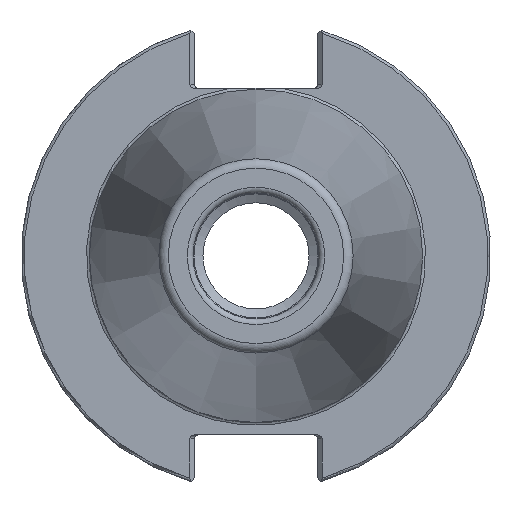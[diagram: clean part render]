
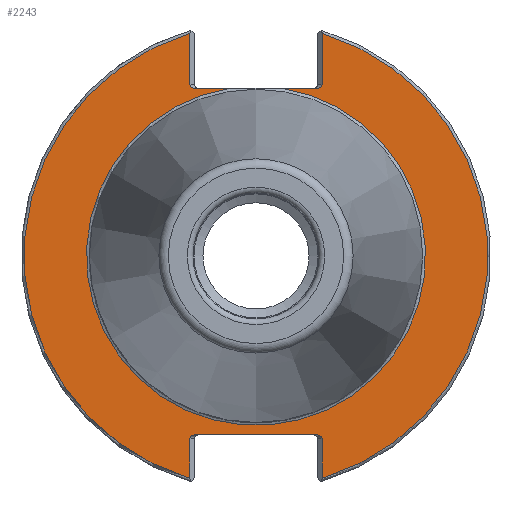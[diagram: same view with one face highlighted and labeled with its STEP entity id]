
A CAD part, left-side view. The second image highlights one B-rep face of the part: STEP entity #2243.
In plain terms, the highlighted planar face has unit normal (-1, 0, 0).
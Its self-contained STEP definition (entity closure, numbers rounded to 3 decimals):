
#67 = DIRECTION ( 'NONE',  ( 0., -1., 0. ) ) ;
#73 = CARTESIAN_POINT ( 'NONE',  ( 3.175, 12.719, -37.5 ) ) ;
#130 = VECTOR ( 'NONE', #3137, 1000. ) ;
#133 = CIRCLE ( 'NONE', #350, 48.612 ) ;
#169 = VERTEX_POINT ( 'NONE', #2369 ) ;
#231 = ORIENTED_EDGE ( 'NONE', *, *, #1213, .F. ) ;
#242 = EDGE_CURVE ( 'NONE', #169, #300, #3617, .T. ) ;
#269 = CARTESIAN_POINT ( 'NONE',  ( 3.175, 13.85, 35.431 ) ) ;
#300 = VERTEX_POINT ( 'NONE', #3410 ) ;
#325 = CARTESIAN_POINT ( 'NONE',  ( 3.175, 13.85, 0. ) ) ;
#350 = AXIS2_PLACEMENT_3D ( 'NONE', #677, #3224, #2935 ) ;
#365 = ORIENTED_EDGE ( 'NONE', *, *, #2835, .F. ) ;
#434 = CARTESIAN_POINT ( 'NONE',  ( 3.175, -12.719, -37.5 ) ) ;
#507 = VERTEX_POINT ( 'NONE', #1250 ) ;
#541 = DIRECTION ( 'NONE',  ( -1., 0., 0. ) ) ;
#544 = ORIENTED_EDGE ( 'NONE', *, *, #2473, .T. ) ;
#609 = PLANE ( 'NONE',  #4101 ) ;
#633 = CARTESIAN_POINT ( 'NONE',  ( 3.175, 13.85, 35.9 ) ) ;
#677 = CARTESIAN_POINT ( 'NONE',  ( 3.175, 0., 0. ) ) ;
#692 = DIRECTION ( 'NONE',  ( 0., 1., 0. ) ) ;
#723 = EDGE_CURVE ( 'NONE', #3939, #2163, #3392, .T. ) ;
#738 =( BOUNDED_CURVE ( )  B_SPLINE_CURVE ( 3, ( #4071, #2162, #269, #3412 ),
 .UNSPECIFIED., .F., .T. ) 
 B_SPLINE_CURVE_WITH_KNOTS ( ( 4, 4 ),
 ( 4.712, 6.283 ),
 .UNSPECIFIED. ) 
 CURVE ( )  GEOMETRIC_REPRESENTATION_ITEM ( )  RATIONAL_B_SPLINE_CURVE ( ( 1., 0.805, 0.805, 1. ) ) 
 REPRESENTATION_ITEM ( '' )  );
#749 = VECTOR ( 'NONE', #67, 1000. ) ;
#933 = CARTESIAN_POINT ( 'NONE',  ( 3.175, 12.719, -37.5 ) ) ;
#950 = DIRECTION ( 'NONE',  ( 0., 0., -1. ) ) ;
#1059 = ORIENTED_EDGE ( 'NONE', *, *, #3067, .T. ) ;
#1132 = VERTEX_POINT ( 'NONE', #633 ) ;
#1134 = ORIENTED_EDGE ( 'NONE', *, *, #2237, .T. ) ;
#1141 = ORIENTED_EDGE ( 'NONE', *, *, #3044, .T. ) ;
#1159 = CARTESIAN_POINT ( 'NONE',  ( 3.175, -12.719, -37.5 ) ) ;
#1207 = CARTESIAN_POINT ( 'NONE',  ( 3.175, -13.85, 0. ) ) ;
#1212 = ORIENTED_EDGE ( 'NONE', *, *, #3818, .T. ) ;
#1213 = EDGE_CURVE ( 'NONE', #3745, #2847, #1831, .T. ) ;
#1220 = DIRECTION ( 'NONE',  ( -1., 0., 0. ) ) ;
#1238 = CARTESIAN_POINT ( 'NONE',  ( 3.175, 35.525, 0. ) ) ;
#1242 = CARTESIAN_POINT ( 'NONE',  ( 3.175, -13.85, 35.9 ) ) ;
#1250 = CARTESIAN_POINT ( 'NONE',  ( 3.175, 13.85, 46.598 ) ) ;
#1301 = EDGE_CURVE ( 'NONE', #2670, #2847, #3266, .T. ) ;
#1333 = ORIENTED_EDGE ( 'NONE', *, *, #2375, .T. ) ;
#1353 = CARTESIAN_POINT ( 'NONE',  ( 3.175, -13.85, -46.598 ) ) ;
#1365 = CARTESIAN_POINT ( 'NONE',  ( 3.175, 35.525, 35.1 ) ) ;
#1436 = EDGE_LOOP ( 'NONE', ( #1059, #1141, #1134, #2421, #231, #1333, #365, #3166, #1212, #2962, #1565, #3396, #2777, #544 ) ) ;
#1439 = VECTOR ( 'NONE', #692, 1000. ) ;
#1539 = CARTESIAN_POINT ( 'NONE',  ( 3.175, 13.85, -38.3 ) ) ;
#1543 = LINE ( 'NONE', #1365, #1439 ) ;
#1557 = DIRECTION ( 'NONE',  ( 0., 0., -1. ) ) ;
#1560 = CARTESIAN_POINT ( 'NONE',  ( 3.175, -13.85, 35.431 ) ) ;
#1565 = ORIENTED_EDGE ( 'NONE', *, *, #3268, .T. ) ;
#1582 = LINE ( 'NONE', #3195, #749 ) ;
#1681 = VERTEX_POINT ( 'NONE', #73 ) ;
#1710 = CARTESIAN_POINT ( 'NONE',  ( 3.175, 13.85, -38.3 ) ) ;
#1804 = DIRECTION ( 'NONE',  ( 0., 0., 1. ) ) ;
#1819 = LINE ( 'NONE', #3780, #3332 ) ;
#1830 = VERTEX_POINT ( 'NONE', #3927 ) ;
#1831 = LINE ( 'NONE', #4059, #4086 ) ;
#1833 = CARTESIAN_POINT ( 'NONE',  ( 3.175, -12.719, 35.1 ) ) ;
#1870 = LINE ( 'NONE', #3446, #130 ) ;
#1899 = CARTESIAN_POINT ( 'NONE',  ( 3.175, 13.85, -37.831 ) ) ;
#1921 = CIRCLE ( 'NONE', #2322, 48.612 ) ;
#1927 = FACE_OUTER_BOUND ( 'NONE', #1436, .T. ) ;
#1979 = VECTOR ( 'NONE', #950, 1000. ) ;
#2115 = CARTESIAN_POINT ( 'NONE',  ( 3.175, -13.85, -37.831 ) ) ;
#2130 = DIRECTION ( 'NONE',  ( 0., 0., 1. ) ) ;
#2133 = VECTOR ( 'NONE', #1804, 1000. ) ;
#2156 = EDGE_CURVE ( 'NONE', #3139, #1132, #738, .T. ) ;
#2162 = CARTESIAN_POINT ( 'NONE',  ( 3.175, 13.381, 35.1 ) ) ;
#2163 = VERTEX_POINT ( 'NONE', #1833 ) ;
#2213 =( BOUNDED_CURVE ( )  B_SPLINE_CURVE ( 3, ( #1539, #1899, #2488, #933 ),
 .UNSPECIFIED., .F., .F. ) 
 B_SPLINE_CURVE_WITH_KNOTS ( ( 4, 4 ),
 ( 3.142, 4.712 ),
 .UNSPECIFIED. ) 
 CURVE ( )  GEOMETRIC_REPRESENTATION_ITEM ( )  RATIONAL_B_SPLINE_CURVE ( ( 1., 0.805, 0.805, 1. ) ) 
 REPRESENTATION_ITEM ( '' )  );
#2237 = EDGE_CURVE ( 'NONE', #1681, #2670, #1582, .T. ) ;
#2243 = ADVANCED_FACE ( 'NONE', ( #1927 ), #609, .F. ) ;
#2248 = DIRECTION ( 'NONE',  ( 0., 0., 1. ) ) ;
#2322 = AXIS2_PLACEMENT_3D ( 'NONE', #3419, #1220, #2130 ) ;
#2369 = CARTESIAN_POINT ( 'NONE',  ( 3.175, 5.479, 35.1 ) ) ;
#2375 = EDGE_CURVE ( 'NONE', #3745, #1830, #133, .T. ) ;
#2421 = ORIENTED_EDGE ( 'NONE', *, *, #1301, .T. ) ;
#2442 = CARTESIAN_POINT ( 'NONE',  ( 3.175, 0., 0. ) ) ;
#2473 = EDGE_CURVE ( 'NONE', #507, #2717, #1921, .T. ) ;
#2488 = CARTESIAN_POINT ( 'NONE',  ( 3.175, 13.381, -37.5 ) ) ;
#2558 = EDGE_CURVE ( 'NONE', #507, #1132, #3599, .T. ) ;
#2670 = VERTEX_POINT ( 'NONE', #434 ) ;
#2673 = VERTEX_POINT ( 'NONE', #1710 ) ;
#2717 = VERTEX_POINT ( 'NONE', #3259 ) ;
#2759 = DIRECTION ( 'NONE',  ( 0., 0., 1. ) ) ;
#2777 = ORIENTED_EDGE ( 'NONE', *, *, #2558, .F. ) ;
#2789 = DIRECTION ( 'NONE',  ( 0., 0., 1. ) ) ;
#2835 = EDGE_CURVE ( 'NONE', #3939, #1830, #2989, .T. ) ;
#2847 = VERTEX_POINT ( 'NONE', #3418 ) ;
#2858 = CARTESIAN_POINT ( 'NONE',  ( 3.175, -13.85, -38.3 ) ) ;
#2935 = DIRECTION ( 'NONE',  ( 0., 0., 1. ) ) ;
#2962 = ORIENTED_EDGE ( 'NONE', *, *, #242, .F. ) ;
#2989 = LINE ( 'NONE', #1207, #2133 ) ;
#3044 = EDGE_CURVE ( 'NONE', #2673, #1681, #2213, .T. ) ;
#3067 = EDGE_CURVE ( 'NONE', #2717, #2673, #1819, .T. ) ;
#3135 = CARTESIAN_POINT ( 'NONE',  ( 3.175, -12.719, 35.1 ) ) ;
#3137 = DIRECTION ( 'NONE',  ( 0., 1., 0. ) ) ;
#3139 = VERTEX_POINT ( 'NONE', #3600 ) ;
#3166 = ORIENTED_EDGE ( 'NONE', *, *, #723, .T. ) ;
#3195 = CARTESIAN_POINT ( 'NONE',  ( 3.175, -13.85, -37.5 ) ) ;
#3224 = DIRECTION ( 'NONE',  ( -1., 0., 0. ) ) ;
#3259 = CARTESIAN_POINT ( 'NONE',  ( 3.175, 13.85, -46.598 ) ) ;
#3266 =( BOUNDED_CURVE ( )  B_SPLINE_CURVE ( 3, ( #1159, #4030, #2115, #2858 ),
 .UNSPECIFIED., .F., .T. ) 
 B_SPLINE_CURVE_WITH_KNOTS ( ( 4, 4 ),
 ( 4.712, 6.283 ),
 .UNSPECIFIED. ) 
 CURVE ( )  GEOMETRIC_REPRESENTATION_ITEM ( )  RATIONAL_B_SPLINE_CURVE ( ( 1., 0.805, 0.805, 1. ) ) 
 REPRESENTATION_ITEM ( '' )  );
#3268 = EDGE_CURVE ( 'NONE', #169, #3139, #1870, .T. ) ;
#3332 = VECTOR ( 'NONE', #2248, 1000. ) ;
#3392 =( BOUNDED_CURVE ( )  B_SPLINE_CURVE ( 3, ( #1242, #1560, #3787, #3135 ),
 .UNSPECIFIED., .F., .T. ) 
 B_SPLINE_CURVE_WITH_KNOTS ( ( 4, 4 ),
 ( 3.142, 4.712 ),
 .UNSPECIFIED. ) 
 CURVE ( )  GEOMETRIC_REPRESENTATION_ITEM ( )  RATIONAL_B_SPLINE_CURVE ( ( 1., 0.805, 0.805, 1. ) ) 
 REPRESENTATION_ITEM ( '' )  );
#3396 = ORIENTED_EDGE ( 'NONE', *, *, #2156, .T. ) ;
#3410 = CARTESIAN_POINT ( 'NONE',  ( 3.175, -5.479, 35.1 ) ) ;
#3412 = CARTESIAN_POINT ( 'NONE',  ( 3.175, 13.85, 35.9 ) ) ;
#3418 = CARTESIAN_POINT ( 'NONE',  ( 3.175, -13.85, -38.3 ) ) ;
#3419 = CARTESIAN_POINT ( 'NONE',  ( 3.175, 0., 0. ) ) ;
#3446 = CARTESIAN_POINT ( 'NONE',  ( 3.175, 35.525, 35.1 ) ) ;
#3486 = DIRECTION ( 'NONE',  ( 1., 0., 0. ) ) ;
#3599 = LINE ( 'NONE', #325, #1979 ) ;
#3600 = CARTESIAN_POINT ( 'NONE',  ( 3.175, 12.719, 35.1 ) ) ;
#3617 = CIRCLE ( 'NONE', #3940, 35.525 ) ;
#3745 = VERTEX_POINT ( 'NONE', #1353 ) ;
#3756 = CARTESIAN_POINT ( 'NONE',  ( 3.175, -13.85, 35.9 ) ) ;
#3780 = CARTESIAN_POINT ( 'NONE',  ( 3.175, 13.85, -49.212 ) ) ;
#3787 = CARTESIAN_POINT ( 'NONE',  ( 3.175, -13.381, 35.1 ) ) ;
#3818 = EDGE_CURVE ( 'NONE', #2163, #300, #1543, .T. ) ;
#3927 = CARTESIAN_POINT ( 'NONE',  ( 3.175, -13.85, 46.598 ) ) ;
#3939 = VERTEX_POINT ( 'NONE', #3756 ) ;
#3940 = AXIS2_PLACEMENT_3D ( 'NONE', #2442, #541, #2759 ) ;
#4030 = CARTESIAN_POINT ( 'NONE',  ( 3.175, -13.381, -37.5 ) ) ;
#4059 = CARTESIAN_POINT ( 'NONE',  ( 3.175, -13.85, -49.212 ) ) ;
#4071 = CARTESIAN_POINT ( 'NONE',  ( 3.175, 12.719, 35.1 ) ) ;
#4086 = VECTOR ( 'NONE', #2789, 1000. ) ;
#4101 = AXIS2_PLACEMENT_3D ( 'NONE', #1238, #3486, #1557 ) ;
